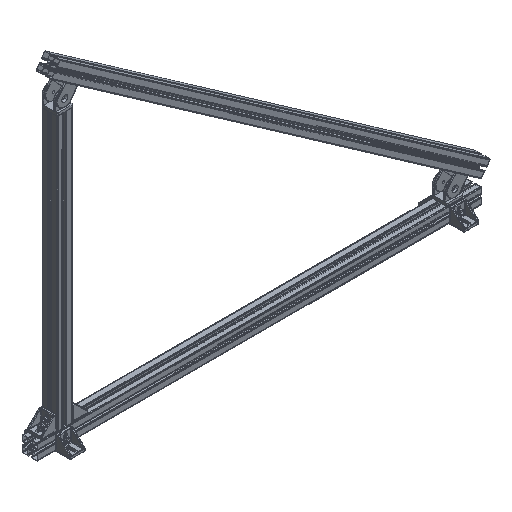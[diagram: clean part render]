
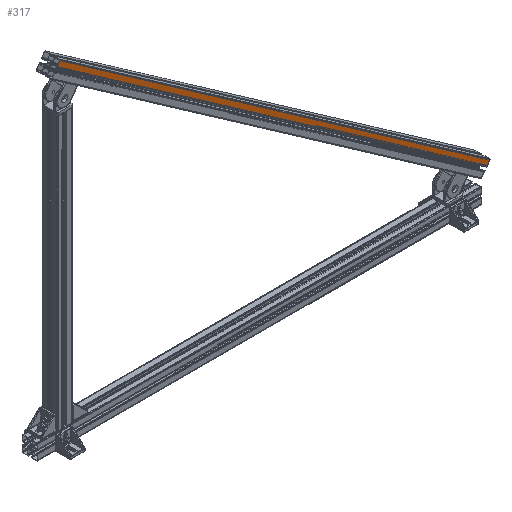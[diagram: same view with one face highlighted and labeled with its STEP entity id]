
A CAD part, isometric view. The second image highlights one B-rep face of the part: STEP entity #317.
In plain terms, the highlighted free-form (B-spline) face has degree [1, 1] with [2, 2] control points.
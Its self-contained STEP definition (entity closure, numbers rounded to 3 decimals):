
#265=CARTESIAN_POINT('',(-40.816,32.398,20.));
#266=VERTEX_POINT('',#265);
#273=CARTESIAN_POINT('',(1459.184,32.398,20.));
#274=VERTEX_POINT('',#273);
#275=CARTESIAN_POINT('',(-40.816,32.398,20.));
#276=CARTESIAN_POINT('',(1459.184,32.398,20.));
#277=B_SPLINE_CURVE_WITH_KNOTS('',1,(#275,#276),.POLYLINE_FORM.,.F.,.U.,(2,2),(0.,1.),.UNSPECIFIED.);
#278=EDGE_CURVE('',#266,#274,#277,.T.);
#290=CARTESIAN_POINT('',(1459.184,32.398,-131.872));
#291=CARTESIAN_POINT('',(-92.688,32.398,-131.872));
#292=CARTESIAN_POINT('',(1459.184,32.398,171.872));
#293=CARTESIAN_POINT('',(-92.688,32.398,171.872));
#294=B_SPLINE_SURFACE_WITH_KNOTS('',1,1,((#290,#291),(#292,#293)),.PLANE_SURF.,.F.,.F.,.U.,(2,2),(2,2),(0.,1.),(0.,1.),.UNSPECIFIED.);
#295=CARTESIAN_POINT('',(-40.816,32.398,4.151));
#296=VERTEX_POINT('',#295);
#297=CARTESIAN_POINT('',(-40.816,32.398,20.));
#298=CARTESIAN_POINT('',(-40.816,32.398,4.151));
#299=B_SPLINE_CURVE_WITH_KNOTS('',1,(#297,#298),.POLYLINE_FORM.,.F.,.U.,(2,2),(0.,1.),.UNSPECIFIED.);
#300=EDGE_CURVE('',#266,#296,#299,.T.);
#301=ORIENTED_EDGE('',*,*,#300,.T.);
#302=CARTESIAN_POINT('',(1459.184,32.398,4.151));
#303=VERTEX_POINT('',#302);
#304=CARTESIAN_POINT('',(-40.816,32.398,4.151));
#305=CARTESIAN_POINT('',(1459.184,32.398,4.151));
#306=B_SPLINE_CURVE_WITH_KNOTS('',1,(#304,#305),.POLYLINE_FORM.,.F.,.U.,(2,2),(0.,1.),.UNSPECIFIED.);
#307=EDGE_CURVE('',#296,#303,#306,.T.);
#308=ORIENTED_EDGE('',*,*,#307,.T.);
#309=CARTESIAN_POINT('',(1459.184,32.398,20.));
#310=CARTESIAN_POINT('',(1459.184,32.398,4.151));
#311=B_SPLINE_CURVE_WITH_KNOTS('',1,(#309,#310),.POLYLINE_FORM.,.F.,.U.,(2,2),(0.,1.),.UNSPECIFIED.);
#312=EDGE_CURVE('',#274,#303,#311,.T.);
#313=ORIENTED_EDGE('',*,*,#312,.F.);
#314=ORIENTED_EDGE('',*,*,#278,.F.);
#315=EDGE_LOOP('',(#301,#308,#313,#314));
#316=FACE_OUTER_BOUND('',#315,.T.);
#317=ADVANCED_FACE('',(#316),#294,.T.);
